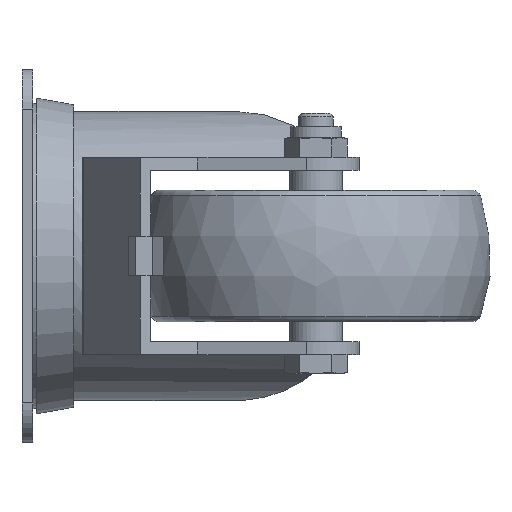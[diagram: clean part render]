
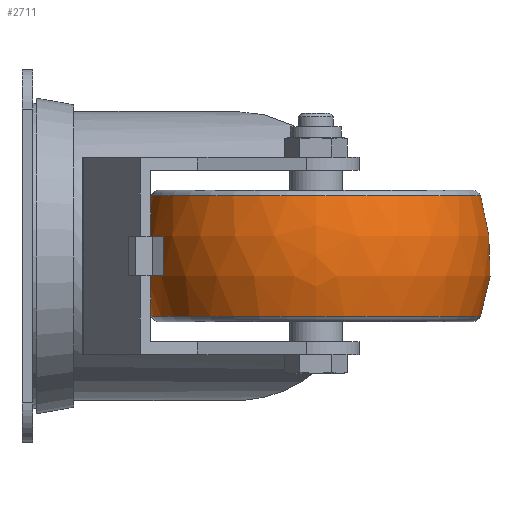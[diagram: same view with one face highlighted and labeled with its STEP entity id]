
A CAD part, left-side view. The second image highlights one B-rep face of the part: STEP entity #2711.
In plain terms, the highlighted spherical face has radius 40 mm.
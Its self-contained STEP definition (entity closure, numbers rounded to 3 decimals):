
#13=SPHERICAL_SURFACE('',#3051,40.);
#354=CIRCLE('',#3050,37.586);
#355=CIRCLE('',#3052,40.);
#356=CIRCLE('',#3053,37.586);
#519=FACE_OUTER_BOUND('',#712,.T.);
#712=EDGE_LOOP('',(#2463,#2464,#2465,#2466));
#1317=VERTEX_POINT('',#4753);
#1318=VERTEX_POINT('',#4757);
#1699=EDGE_CURVE('',#1317,#1317,#354,.T.);
#1700=EDGE_CURVE('',#1317,#1318,#355,.T.);
#1701=EDGE_CURVE('',#1318,#1318,#356,.T.);
#2463=ORIENTED_EDGE('',*,*,#1699,.F.);
#2464=ORIENTED_EDGE('',*,*,#1700,.T.);
#2465=ORIENTED_EDGE('',*,*,#1701,.T.);
#2466=ORIENTED_EDGE('',*,*,#1700,.F.);
#2711=ADVANCED_FACE('',(#519),#13,.T.);
#3050=AXIS2_PLACEMENT_3D('',#4755,#3863,#3864);
#3051=AXIS2_PLACEMENT_3D('',#4756,#3865,#3866);
#3052=AXIS2_PLACEMENT_3D('',#4758,#3867,#3868);
#3053=AXIS2_PLACEMENT_3D('',#4759,#3869,#3870);
#3863=DIRECTION('center_axis',(0.,0.,1.));
#3864=DIRECTION('ref_axis',(1.,0.,0.));
#3865=DIRECTION('center_axis',(0.,0.,1.));
#3866=DIRECTION('ref_axis',(1.,0.,0.));
#3867=DIRECTION('center_axis',(0.,-1.,0.));
#3868=DIRECTION('ref_axis',(-1.,0.,0.));
#3869=DIRECTION('center_axis',(0.,0.,1.));
#3870=DIRECTION('ref_axis',(1.,0.,0.));
#4753=CARTESIAN_POINT('',(-37.586,0.,13.684));
#4755=CARTESIAN_POINT('Origin',(0.,0.,13.684));
#4756=CARTESIAN_POINT('Origin',(0.,0.,0.));
#4757=CARTESIAN_POINT('',(-37.586,0.,-13.684));
#4758=CARTESIAN_POINT('Origin',(0.,0.,0.));
#4759=CARTESIAN_POINT('Origin',(0.,0.,-13.684));
